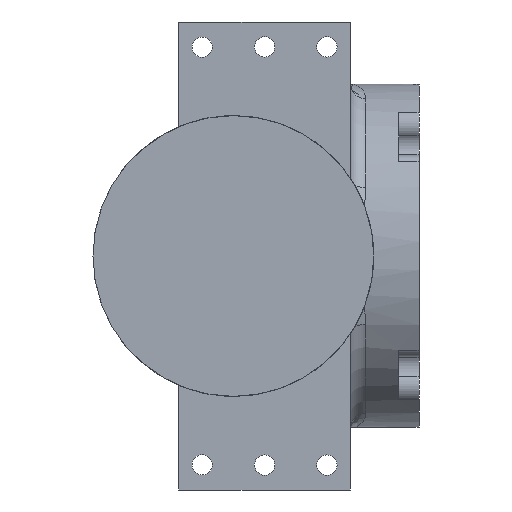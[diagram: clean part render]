
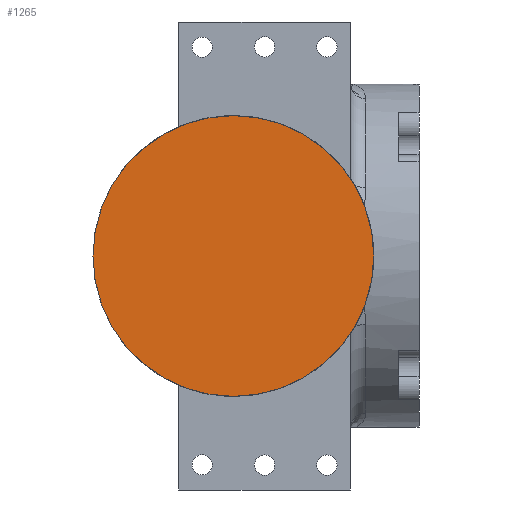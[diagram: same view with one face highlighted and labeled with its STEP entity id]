
A CAD part, front view. The second image highlights one B-rep face of the part: STEP entity #1265.
In plain terms, the highlighted planar face has unit normal (0, -1, 0).
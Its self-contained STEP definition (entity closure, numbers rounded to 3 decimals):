
#96=FACE_OUTER_BOUND('',#169,.T.);
#169=EDGE_LOOP('',(#864));
#266=CIRCLE('',#1355,45.);
#541=VERTEX_POINT('',#1934);
#664=EDGE_CURVE('',#541,#541,#266,.T.);
#864=ORIENTED_EDGE('',*,*,#664,.T.);
#1237=PLANE('',#1358);
#1265=ADVANCED_FACE('',(#96),#1237,.T.);
#1355=AXIS2_PLACEMENT_3D('',#1935,#1525,#1526);
#1358=AXIS2_PLACEMENT_3D('',#1939,#1532,#1533);
#1525=DIRECTION('center_axis',(0.,-1.,0.));
#1526=DIRECTION('ref_axis',(1.,0.,0.));
#1532=DIRECTION('center_axis',(0.,-1.,0.));
#1533=DIRECTION('ref_axis',(1.,0.,0.));
#1934=CARTESIAN_POINT('',(-77.5,-85.,0.));
#1935=CARTESIAN_POINT('Origin',(-32.5,-85.,0.));
#1939=CARTESIAN_POINT('Origin',(-32.5,-85.,0.));
